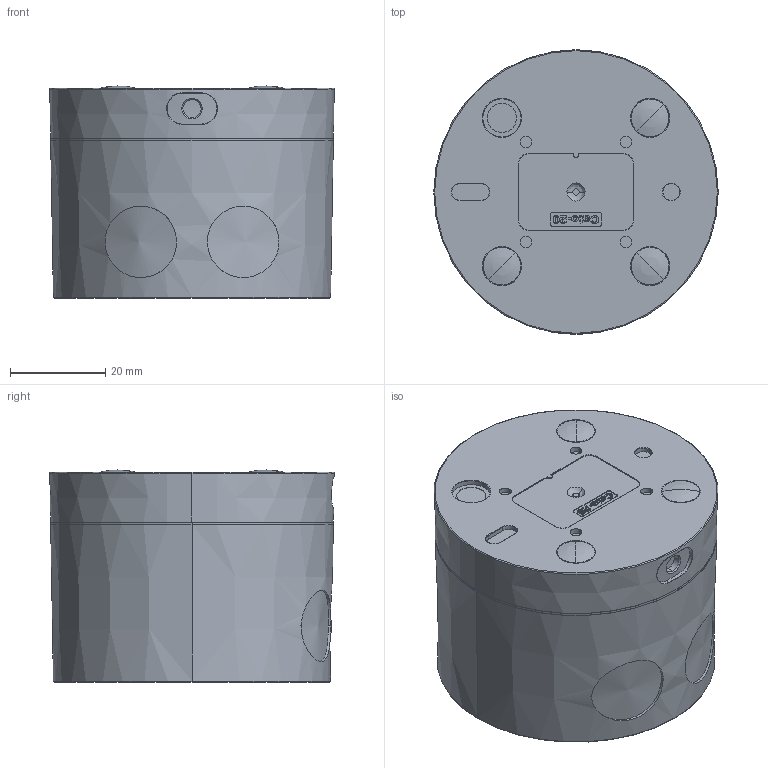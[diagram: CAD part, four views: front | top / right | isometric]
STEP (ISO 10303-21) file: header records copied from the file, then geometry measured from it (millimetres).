
FILE_DESCRIPTION((''),'2;1');
FILE_NAME('PC-923A','2020-03-02T18:20:51',('Admin'),(''),'CREO PARAMETRIC BY PTC INC, 2018050','CREO PARAMETRIC BY PTC INC, 2018050','');
FILE_SCHEMA(('AUTOMOTIVE_DESIGN { 1 0 10303 214 1 1 1 1 }'));
Length unit declared in the file: millimetre
Products named in the file (1): PC-923A
Bounding box: 59.75 x 59.75 x 44.55 mm (x, y, z)
Volume: 119782.9 mm3; surface area: 16862.9 mm2
Topology: 1 solids, 15 shells, 437 faces, 1068 edges, 682 vertices
Faces by surface type: plane 154, cylinder 123, cone 52, torus 41, extrusion 30, sphere 21, bspline 16
Entity records: 17896 total; most frequent: CARTESIAN_POINT 4491, ORIENTED_EDGE 2104, DIRECTION 2046, PRESENTATION_STYLE_ASSIGNMENT 1062, STYLED_ITEM 1053, CURVE_STYLE 1052, EDGE_CURVE 1052, AXIS2_PLACEMENT_3D 808
